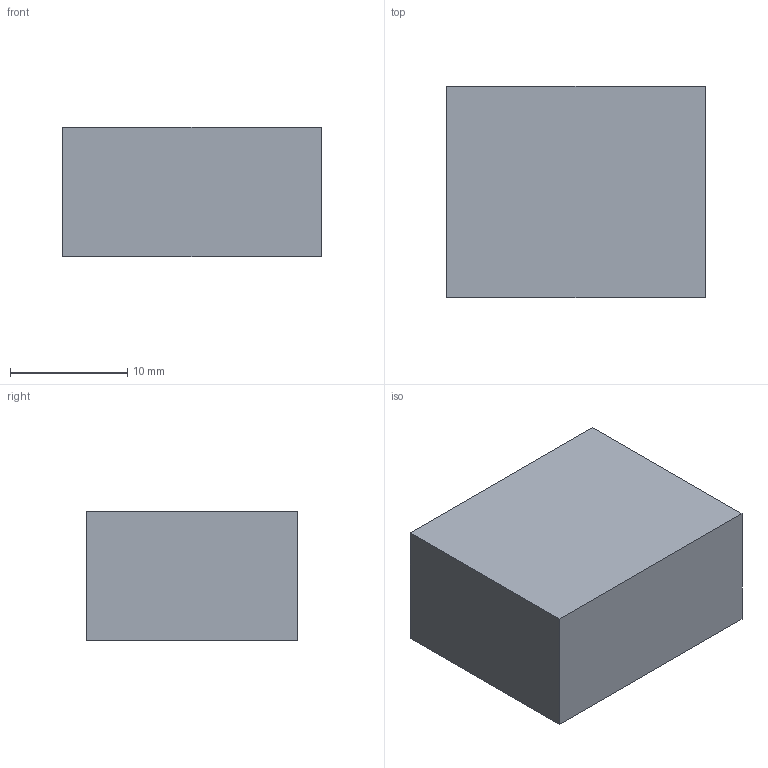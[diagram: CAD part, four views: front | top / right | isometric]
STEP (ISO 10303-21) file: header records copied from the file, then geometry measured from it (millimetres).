
FILE_DESCRIPTION(/* description */ (''),/* implementation_level */ '2;1');
FILE_NAME(/* name */ 'bigbigbox_plane.step',/* time_stamp */ '2020-11-30T18:53:07+01:00',/* author */ (''),/* organization */ (''),/* preprocessor_version */ 'ST-DEVELOPER v18.1',/* originating_system */ 'Autodesk Translation Framework v9.3.0.1241',/* authorisation */ '');
FILE_SCHEMA (('AUTOMOTIVE_DESIGN { 1 0 10303 214 3 1 1 }'));
Products named in the file (1): (Unsaved)
Bounding box: 22 x 18 x 11 mm (x, y, z)
Volume: 4347.7 mm3; surface area: 1740.9 mm2
Topology: 1 solids, 2 shells, 105 faces, 253 edges, 158 vertices
Faces by surface type: bspline 76, plane 15, cylinder 14
Entity records: 37443 total; most frequent: CARTESIAN_POINT 35435, ORIENTED_EDGE 506, EDGE_CURVE 253, DIRECTION 230, VERTEX_POINT 158, B_SPLINE_CURVE_WITH_KNOTS 119, EDGE_LOOP 111, FACE_OUTER_BOUND 105
